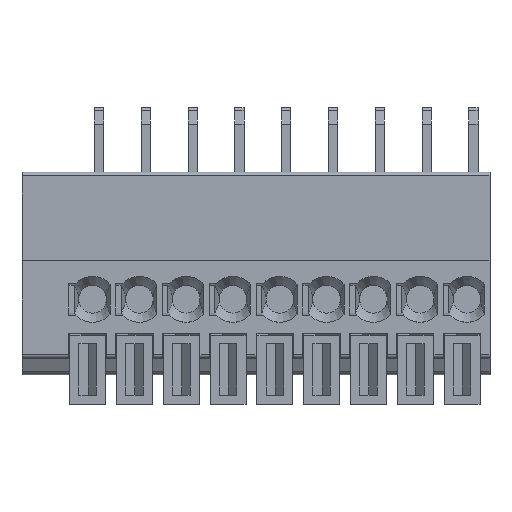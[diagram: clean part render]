
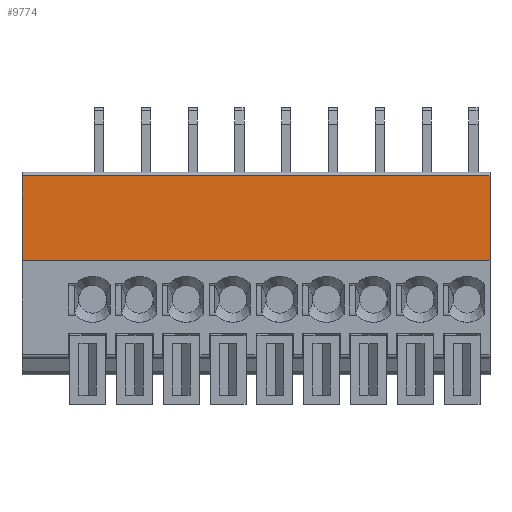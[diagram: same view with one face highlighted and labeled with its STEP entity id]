
A CAD part, left-side view. The second image highlights one B-rep face of the part: STEP entity #9774.
In plain terms, the highlighted planar face has unit normal (-1, 0, 0).
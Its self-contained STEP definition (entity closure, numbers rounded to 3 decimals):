
#409=DIRECTION('',(0.,1.,0.));
#410=VECTOR('',#409,25.4);
#411=CARTESIAN_POINT('',(-13.5,-20.32,-4.8));
#412=LINE('',#411,#410);
#413=DIRECTION('',(0.,1.,0.));
#414=VECTOR('',#413,25.4);
#415=CARTESIAN_POINT('',(-13.5,-20.32,-0.2));
#416=LINE('',#415,#414);
#2224=DIRECTION('',(0.,0.,1.));
#2225=VECTOR('',#2224,4.6);
#2226=CARTESIAN_POINT('',(-13.5,-20.32,-4.8));
#2227=LINE('',#2226,#2225);
#3048=DIRECTION('',(0.,0.,1.));
#3049=VECTOR('',#3048,4.6);
#3050=CARTESIAN_POINT('',(-13.5,5.08,-4.8));
#3051=LINE('',#3050,#3049);
#7542=CARTESIAN_POINT('',(-13.5,5.08,-4.8));
#7543=VERTEX_POINT('',#7542);
#7544=CARTESIAN_POINT('',(-13.5,5.08,-0.2));
#7545=VERTEX_POINT('',#7544);
#8909=CARTESIAN_POINT('',(-13.5,-20.32,-4.8));
#8911=VERTEX_POINT('',#8909);
#8912=CARTESIAN_POINT('',(-13.5,-20.32,-0.2));
#8913=VERTEX_POINT('',#8912);
#9760=CARTESIAN_POINT('',(-13.5,0.,-4.8));
#9761=DIRECTION('',(-1.,0.,0.));
#9762=DIRECTION('',(0.,0.,1.));
#9763=AXIS2_PLACEMENT_3D('',#9760,#9761,#9762);
#9764=PLANE('',#9763);
#9766=ORIENTED_EDGE('',*,*,#9765,.F.);
#9768=ORIENTED_EDGE('',*,*,#9767,.F.);
#9769=ORIENTED_EDGE('',*,*,#9750,.T.);
#9771=ORIENTED_EDGE('',*,*,#9770,.T.);
#9772=EDGE_LOOP('',(#9766,#9768,#9769,#9771));
#9773=FACE_OUTER_BOUND('',#9772,.F.);
#9750=EDGE_CURVE('',#8911,#7543,#412,.T.);
#9765=EDGE_CURVE('',#8913,#7545,#416,.T.);
#9767=EDGE_CURVE('',#8911,#8913,#2227,.T.);
#9770=EDGE_CURVE('',#7543,#7545,#3051,.T.);
#9774=ADVANCED_FACE('',(#9773),#9764,.T.);
